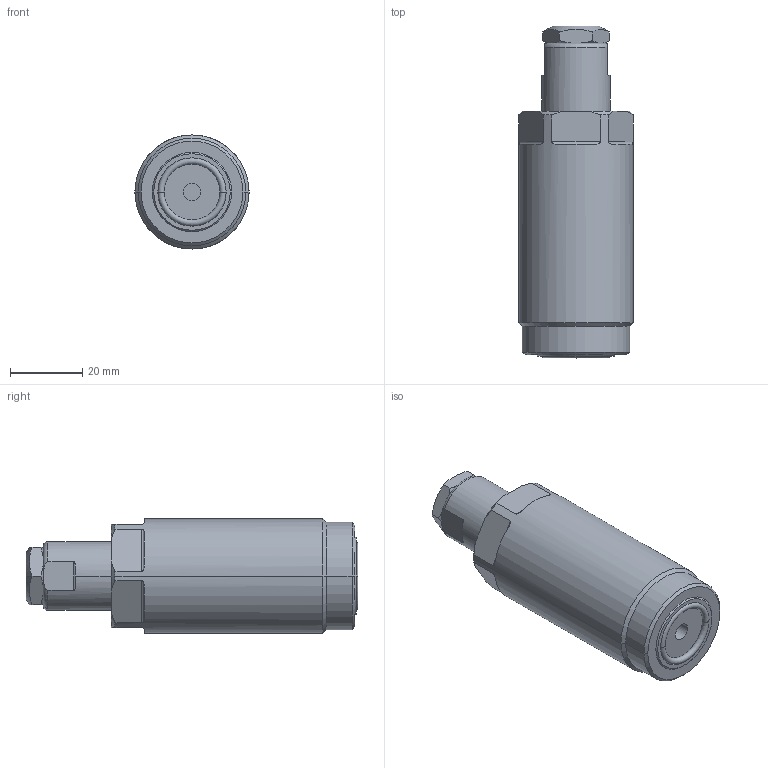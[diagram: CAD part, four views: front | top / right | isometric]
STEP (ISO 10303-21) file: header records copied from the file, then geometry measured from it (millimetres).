
FILE_DESCRIPTION((''),'2;1');
FILE_NAME('ILC10070816','2020-06-22T',('Asawyer'),(''),'PRO/ENGINEER BY PARAMETRIC TECHNOLOGY CORPORATION, 2013320','PRO/ENGINEER BY PARAMETRIC TECHNOLOGY CORPORATION, 2013320','');
FILE_SCHEMA(('CONFIG_CONTROL_DESIGN'));
Length unit declared in the file: inch
Products named in the file (1): ILC10070816
Bounding box: 31.6 x 91.87 x 31.6 mm (x, y, z)
Volume: 56824.1 mm3; surface area: 10420.2 mm2
Topology: 1 solids, 3 shells, 90 faces, 214 edges, 136 vertices
Faces by surface type: plane 34, cylinder 26, cone 24, torus 6
Entity records: 3006 total; most frequent: CARTESIAN_POINT 895, DIRECTION 436, ORIENTED_EDGE 424, EDGE_CURVE 214, AXIS2_PLACEMENT_3D 181, VERTEX_POINT 136, EDGE_LOOP 98, FACE_OUTER_BOUND 90
